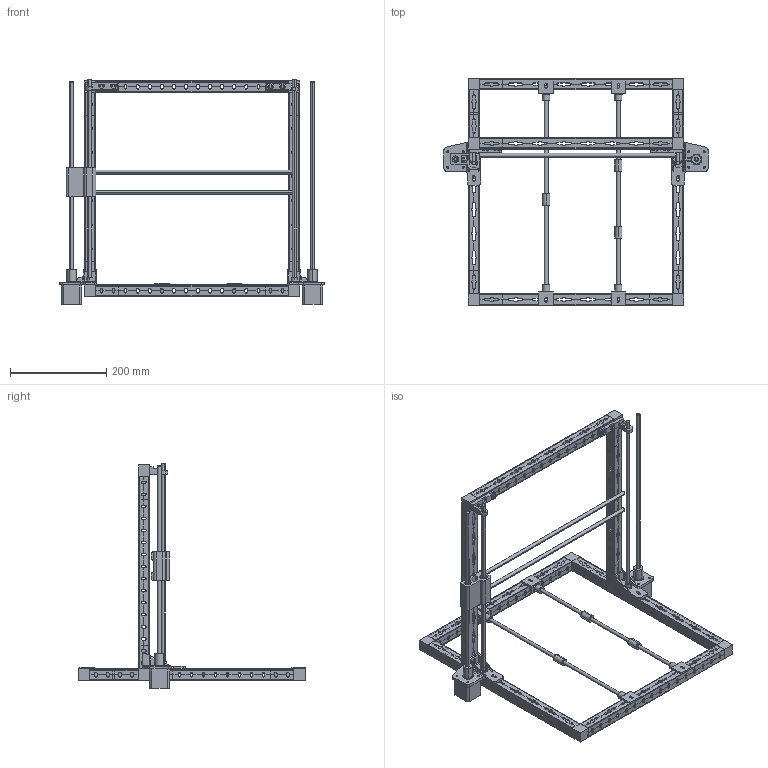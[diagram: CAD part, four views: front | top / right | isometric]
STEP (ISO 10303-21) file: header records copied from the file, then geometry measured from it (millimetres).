
FILE_DESCRIPTION(('CATIA V5 STEP Exchange'),'2;1');
FILE_NAME('printer.stp','2014-06-08T13:31:07+00:00',('none'),('none'),'CATIA Version 5 Release 18 GA (IN-10)','CATIA V5 STEP AP203','none');
FILE_SCHEMA(('CONFIG_CONTROL_DESIGN'));
Length unit declared in the file: millimetre
Products named in the file (6): Produit1; Body; z_motor_left; z_motor_right; z_carriage; y_carriage
Assembly tree (50 placements, depth 3):
  Produit1
    Body
      #62  x6
      #550  x2
      #3884  x2
      #4468  x2
      #12826  x2
      #23696  x3
    z_motor_left
      #34626
      #36849
      #37567
      #37807
      #37911
      #38111
    z_motor_right
      #37911
      #39453
      #36849
      #37567
      #37807
      #41715
    z_carriage
      #43044  x2
      #43639
      #45387  x2
      #45569  x2
    y_carriage
      #45707  x2
      #45387  x3
      #45863  x4
Bounding box: 548 x 471 x 466 mm (x, y, z)
Volume: 1343746.5 mm3; surface area: 754103.1 mm2
Topology: 45 solids, 45 shells, 2712 faces, 9708 edges, 6446 vertices
Faces by surface type: plane 1503, cylinder 1185, torus 12, cone 8, sphere 4
Entity records: 46427 total; most frequent: ORIENTED_EDGE 9072, CARTESIAN_POINT 8627, DIRECTION 6079, EDGE_CURVE 4536, VECTOR 3151, LINE 3151, VERTEX_POINT 3010, AXIS2_PLACEMENT_3D 2130
